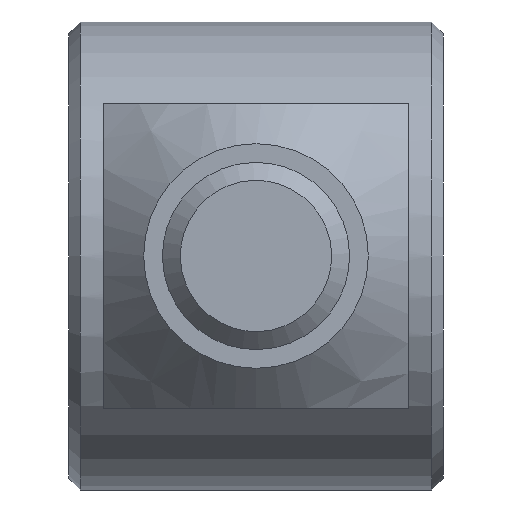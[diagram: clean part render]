
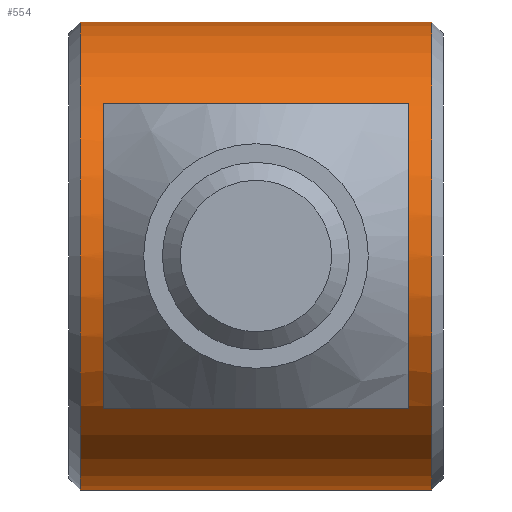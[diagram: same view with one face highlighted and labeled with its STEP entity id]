
A CAD part, front view. The second image highlights one B-rep face of the part: STEP entity #554.
In plain terms, the highlighted cylindrical face has radius 10 mm (diameter 20 mm), a full revolution.
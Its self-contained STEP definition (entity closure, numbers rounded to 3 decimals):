
#68=LINE('',#949,#100);
#69=LINE('',#950,#101);
#100=VECTOR('',#718,10.);
#101=VECTOR('',#719,10.);
#129=B_SPLINE_CURVE_WITH_KNOTS('',3,(#859,#860,#861,#862,#863,#864,#865,
#866,#867,#868),.UNSPECIFIED.,.F.,.F.,(4,2,2,2,4),(1.061,1.324,
1.588,1.855,2.122),.UNSPECIFIED.);
#130=B_SPLINE_CURVE_WITH_KNOTS('',3,(#870,#871,#872,#873,#874,#875,#876,
#877,#878,#879,#880,#881,#882,#883,#884,#885,#886,#887,#888),
 .UNSPECIFIED.,.F.,.F.,(4,2,2,2,3,2,2,2,4),(3.182,3.446,
3.71,3.976,4.243,4.51,4.777,
5.04,5.304),.UNSPECIFIED.);
#131=B_SPLINE_CURVE_WITH_KNOTS('',3,(#889,#890,#891,#892,#893,#894,#895,
#896,#897,#898),.UNSPECIFIED.,.F.,.F.,(4,2,2,2,4),(2.122,2.388,
2.655,2.919,3.182),.UNSPECIFIED.);
#132=B_SPLINE_CURVE_WITH_KNOTS('',3,(#904,#905,#906,#907,#908,#909,#910,
#911,#912,#913,#914,#915,#916,#917,#918,#919,#920,#921),.UNSPECIFIED.,.F.,
 .F.,(4,2,2,2,2,2,2,2,4),(0.,0.16,0.321,0.481,
0.642,0.802,0.962,1.123,
1.283),.UNSPECIFIED.);
#133=B_SPLINE_CURVE_WITH_KNOTS('',3,(#922,#923,#924,#925,#926,#927,#928,
#929,#930,#931,#932,#933,#934,#935,#936,#937,#938,#939),.UNSPECIFIED.,.F.,
 .F.,(4,2,2,2,2,2,2,2,4),(1.283,1.444,1.604,
1.764,1.925,2.085,2.245,2.406,
2.566),.UNSPECIFIED.);
#136=CYLINDRICAL_SURFACE('',#637,10.);
#141=FACE_BOUND('',#183,.T.);
#150=FACE_OUTER_BOUND('',#182,.T.);
#182=EDGE_LOOP('',(#395,#396,#397,#398,#399,#400,#401,#402,#403));
#183=EDGE_LOOP('',(#404,#405));
#217=CIRCLE('',#635,10.);
#219=CIRCLE('',#638,10.);
#246=VERTEX_POINT('',#857);
#247=VERTEX_POINT('',#858);
#248=VERTEX_POINT('',#869);
#249=VERTEX_POINT('',#901);
#250=VERTEX_POINT('',#903);
#251=VERTEX_POINT('',#941);
#253=VERTEX_POINT('',#947);
#301=EDGE_CURVE('',#246,#247,#129,.T.);
#302=EDGE_CURVE('',#248,#246,#130,.T.);
#303=EDGE_CURVE('',#247,#248,#131,.T.);
#306=EDGE_CURVE('',#250,#249,#132,.T.);
#307=EDGE_CURVE('',#249,#250,#133,.T.);
#308=EDGE_CURVE('',#251,#251,#217,.T.);
#311=EDGE_CURVE('',#253,#253,#219,.T.);
#312=EDGE_CURVE('',#253,#248,#68,.T.);
#313=EDGE_CURVE('',#246,#251,#69,.T.);
#395=ORIENTED_EDGE('',*,*,#311,.F.);
#396=ORIENTED_EDGE('',*,*,#312,.T.);
#397=ORIENTED_EDGE('',*,*,#302,.T.);
#398=ORIENTED_EDGE('',*,*,#313,.T.);
#399=ORIENTED_EDGE('',*,*,#308,.F.);
#400=ORIENTED_EDGE('',*,*,#313,.F.);
#401=ORIENTED_EDGE('',*,*,#301,.T.);
#402=ORIENTED_EDGE('',*,*,#303,.T.);
#403=ORIENTED_EDGE('',*,*,#312,.F.);
#404=ORIENTED_EDGE('',*,*,#306,.T.);
#405=ORIENTED_EDGE('',*,*,#307,.T.);
#554=ADVANCED_FACE('',(#150,#141),#136,.T.);
#635=AXIS2_PLACEMENT_3D('',#942,#709,#710);
#637=AXIS2_PLACEMENT_3D('',#946,#714,#715);
#638=AXIS2_PLACEMENT_3D('',#948,#716,#717);
#709=DIRECTION('center_axis',(-1.,0.,0.));
#710=DIRECTION('ref_axis',(0.,-1.,0.));
#714=DIRECTION('center_axis',(1.,0.,0.));
#715=DIRECTION('ref_axis',(0.,-1.,0.));
#716=DIRECTION('center_axis',(1.,0.,0.));
#717=DIRECTION('ref_axis',(0.,-1.,0.));
#718=DIRECTION('',(-1.,0.,0.));
#719=DIRECTION('',(-1.,0.,0.));
#857=CARTESIAN_POINT('',(-14.75,38.,0.));
#858=CARTESIAN_POINT('',(-8.,35.378,-6.75));
#859=CARTESIAN_POINT('Ctrl Pts',(-14.75,38.,0.));
#860=CARTESIAN_POINT('Ctrl Pts',(-14.75,38.,-0.879));
#861=CARTESIAN_POINT('Ctrl Pts',(-14.568,37.875,-1.797));
#862=CARTESIAN_POINT('Ctrl Pts',(-13.869,37.424,-3.453));
#863=CARTESIAN_POINT('Ctrl Pts',(-13.353,37.102,-4.193));
#864=CARTESIAN_POINT('Ctrl Pts',(-12.186,36.469,-5.36));
#865=CARTESIAN_POINT('Ctrl Pts',(-11.448,36.107,-5.871));
#866=CARTESIAN_POINT('Ctrl Pts',(-9.801,35.555,-6.566));
#867=CARTESIAN_POINT('Ctrl Pts',(-8.889,35.378,-6.75));
#868=CARTESIAN_POINT('Ctrl Pts',(-8.,35.378,-6.75));
#869=CARTESIAN_POINT('',(-1.25,38.,0.));
#870=CARTESIAN_POINT('Ctrl Pts',(-1.25,38.,0.));
#871=CARTESIAN_POINT('Ctrl Pts',(-1.25,38.,0.879));
#872=CARTESIAN_POINT('Ctrl Pts',(-1.432,37.875,1.797));
#873=CARTESIAN_POINT('Ctrl Pts',(-2.131,37.424,3.453));
#874=CARTESIAN_POINT('Ctrl Pts',(-2.647,37.102,4.193));
#875=CARTESIAN_POINT('Ctrl Pts',(-3.814,36.469,5.36));
#876=CARTESIAN_POINT('Ctrl Pts',(-4.552,36.107,5.871));
#877=CARTESIAN_POINT('Ctrl Pts',(-6.199,35.555,6.566));
#878=CARTESIAN_POINT('Ctrl Pts',(-7.111,35.378,6.75));
#879=CARTESIAN_POINT('Ctrl Pts',(-8.,35.378,6.75));
#880=CARTESIAN_POINT('Ctrl Pts',(-8.889,35.378,6.75));
#881=CARTESIAN_POINT('Ctrl Pts',(-9.801,35.555,6.566));
#882=CARTESIAN_POINT('Ctrl Pts',(-11.448,36.107,5.871));
#883=CARTESIAN_POINT('Ctrl Pts',(-12.186,36.469,5.36));
#884=CARTESIAN_POINT('Ctrl Pts',(-13.353,37.102,4.193));
#885=CARTESIAN_POINT('Ctrl Pts',(-13.869,37.424,3.453));
#886=CARTESIAN_POINT('Ctrl Pts',(-14.568,37.875,1.797));
#887=CARTESIAN_POINT('Ctrl Pts',(-14.75,38.,0.879));
#888=CARTESIAN_POINT('Ctrl Pts',(-14.75,38.,0.));
#889=CARTESIAN_POINT('Ctrl Pts',(-8.,35.378,-6.75));
#890=CARTESIAN_POINT('Ctrl Pts',(-7.111,35.378,-6.75));
#891=CARTESIAN_POINT('Ctrl Pts',(-6.199,35.555,-6.566));
#892=CARTESIAN_POINT('Ctrl Pts',(-4.552,36.107,-5.871));
#893=CARTESIAN_POINT('Ctrl Pts',(-3.814,36.469,-5.36));
#894=CARTESIAN_POINT('Ctrl Pts',(-2.647,37.102,-4.193));
#895=CARTESIAN_POINT('Ctrl Pts',(-2.131,37.424,-3.453));
#896=CARTESIAN_POINT('Ctrl Pts',(-1.432,37.875,-1.797));
#897=CARTESIAN_POINT('Ctrl Pts',(-1.25,38.,-0.879));
#898=CARTESIAN_POINT('Ctrl Pts',(-1.25,38.,0.));
#901=CARTESIAN_POINT('',(-8.,18.925,-4.2));
#903=CARTESIAN_POINT('',(-8.,18.925,4.2));
#904=CARTESIAN_POINT('Ctrl Pts',(-8.,18.925,4.2));
#905=CARTESIAN_POINT('Ctrl Pts',(-7.465,18.925,4.2));
#906=CARTESIAN_POINT('Ctrl Pts',(-6.9,18.872,4.092));
#907=CARTESIAN_POINT('Ctrl Pts',(-5.867,18.691,3.661));
#908=CARTESIAN_POINT('Ctrl Pts',(-5.4,18.566,3.339));
#909=CARTESIAN_POINT('Ctrl Pts',(-4.661,18.336,2.601));
#910=CARTESIAN_POINT('Ctrl Pts',(-4.339,18.216,2.133));
#911=CARTESIAN_POINT('Ctrl Pts',(-3.908,18.047,1.1));
#912=CARTESIAN_POINT('Ctrl Pts',(-3.8,18.,0.534));
#913=CARTESIAN_POINT('Ctrl Pts',(-3.8,18.,-0.534));
#914=CARTESIAN_POINT('Ctrl Pts',(-3.908,18.047,-1.1));
#915=CARTESIAN_POINT('Ctrl Pts',(-4.339,18.216,-2.133));
#916=CARTESIAN_POINT('Ctrl Pts',(-4.661,18.336,-2.601));
#917=CARTESIAN_POINT('Ctrl Pts',(-5.4,18.566,-3.339));
#918=CARTESIAN_POINT('Ctrl Pts',(-5.867,18.691,-3.661));
#919=CARTESIAN_POINT('Ctrl Pts',(-6.9,18.872,-4.092));
#920=CARTESIAN_POINT('Ctrl Pts',(-7.465,18.925,-4.2));
#921=CARTESIAN_POINT('Ctrl Pts',(-8.,18.925,-4.2));
#922=CARTESIAN_POINT('Ctrl Pts',(-8.,18.925,-4.2));
#923=CARTESIAN_POINT('Ctrl Pts',(-8.535,18.925,-4.2));
#924=CARTESIAN_POINT('Ctrl Pts',(-9.1,18.872,-4.092));
#925=CARTESIAN_POINT('Ctrl Pts',(-10.133,18.691,-3.661));
#926=CARTESIAN_POINT('Ctrl Pts',(-10.6,18.566,-3.339));
#927=CARTESIAN_POINT('Ctrl Pts',(-11.339,18.336,-2.601));
#928=CARTESIAN_POINT('Ctrl Pts',(-11.661,18.216,-2.133));
#929=CARTESIAN_POINT('Ctrl Pts',(-12.092,18.047,-1.1));
#930=CARTESIAN_POINT('Ctrl Pts',(-12.2,18.,-0.534));
#931=CARTESIAN_POINT('Ctrl Pts',(-12.2,18.,0.534));
#932=CARTESIAN_POINT('Ctrl Pts',(-12.092,18.047,1.1));
#933=CARTESIAN_POINT('Ctrl Pts',(-11.661,18.216,2.133));
#934=CARTESIAN_POINT('Ctrl Pts',(-11.339,18.336,2.601));
#935=CARTESIAN_POINT('Ctrl Pts',(-10.6,18.566,3.339));
#936=CARTESIAN_POINT('Ctrl Pts',(-10.133,18.691,3.661));
#937=CARTESIAN_POINT('Ctrl Pts',(-9.1,18.872,4.092));
#938=CARTESIAN_POINT('Ctrl Pts',(-8.535,18.925,4.2));
#939=CARTESIAN_POINT('Ctrl Pts',(-8.,18.925,4.2));
#941=CARTESIAN_POINT('',(-15.5,38.,0.));
#942=CARTESIAN_POINT('Origin',(-15.5,28.,0.));
#946=CARTESIAN_POINT('Origin',(-8.,28.,0.));
#947=CARTESIAN_POINT('',(-0.5,38.,0.));
#948=CARTESIAN_POINT('Origin',(-0.5,28.,0.));
#949=CARTESIAN_POINT('',(-8.,38.,0.));
#950=CARTESIAN_POINT('',(-8.,38.,0.));
